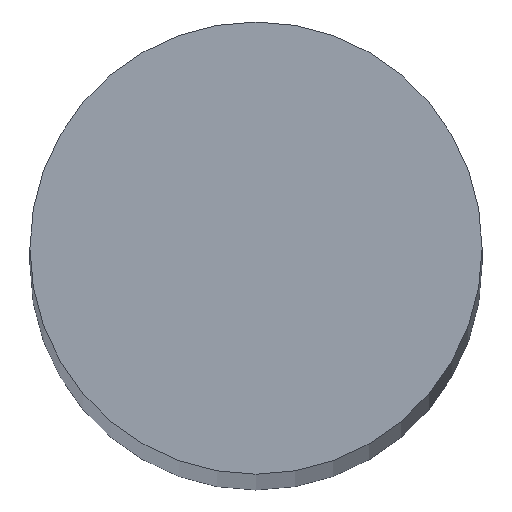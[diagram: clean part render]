
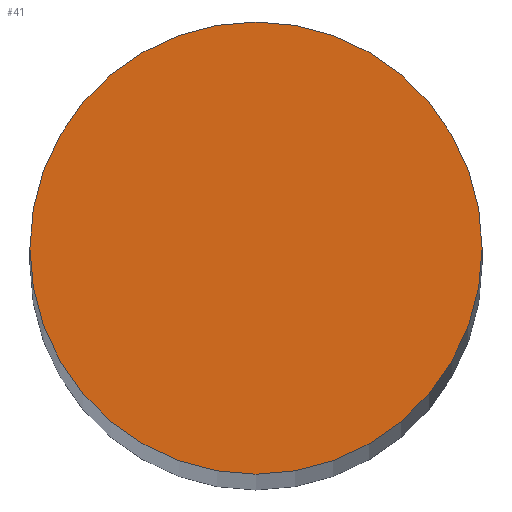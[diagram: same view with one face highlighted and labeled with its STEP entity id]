
A CAD part, top view. The second image highlights one B-rep face of the part: STEP entity #41.
In plain terms, the highlighted planar face has unit normal (0, 0, 1).
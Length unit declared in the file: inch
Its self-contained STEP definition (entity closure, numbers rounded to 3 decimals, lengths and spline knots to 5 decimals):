
#25=CARTESIAN_POINT('',(0.,0.,0.4));
#26=DIRECTION('',(0.,0.,-1.));
#27=DIRECTION('',(-1.,0.,0.));
#28=AXIS2_PLACEMENT_3D('',#25,#26,#27);
#29=CIRCLE('',#28,0.01);
#30=EDGE_CURVE('',#32,#32,#29,.T.);
#31=CARTESIAN_POINT('',(-0.01,0.,0.4));
#32=VERTEX_POINT('',#31);
#33=ORIENTED_EDGE('',*,*,#30,.F.);
#34=EDGE_LOOP('',(#33));
#35=FACE_BOUND('',#34,.T.);
#36=CARTESIAN_POINT('',(0.,0.,0.4));
#37=DIRECTION('',(0.,0.,1.));
#38=DIRECTION('',(1.,0.,0.));
#39=AXIS2_PLACEMENT_3D('',#36,#37,#38);
#40=PLANE('',#39);
#41=ADVANCED_FACE('',(#35),#40,.T.);
